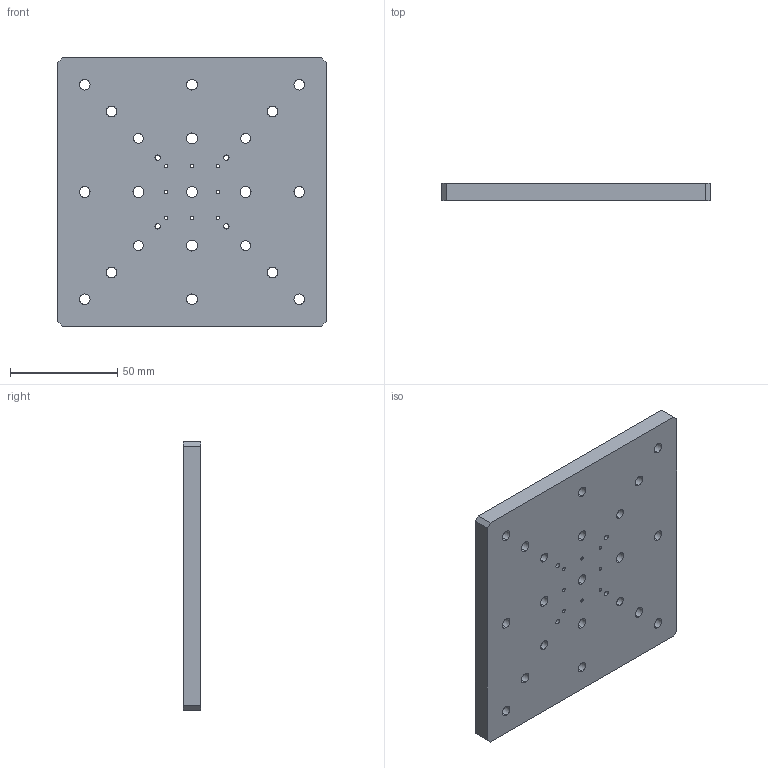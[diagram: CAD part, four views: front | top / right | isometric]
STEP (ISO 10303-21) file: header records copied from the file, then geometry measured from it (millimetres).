
FILE_DESCRIPTION (( 'STEP AP203' ), '1' );
FILE_NAME ('Web Model 12692_Default.step', '2019-11-27T18:09:59', ( '' ), ( '' ), 'SwSTEP 2.0', 'SolidWorks 2018', '' );
FILE_SCHEMA (( 'CONFIG_CONTROL_DESIGN' ));
Length unit declared in the file: millimetre
Products named in the file (1): Web Model 12692_Default
Bounding box: 125 x 8 x 125 mm (x, y, z)
Volume: 120783.7 mm3; surface area: 37711.9 mm2
Topology: 1 solids, 1 shells, 88 faces, 246 edges, 164 vertices
Faces by surface type: cylinder 74, plane 14
Entity records: 3127 total; most frequent: DIRECTION 572, CARTESIAN_POINT 499, ORIENTED_EDGE 492, EDGE_CURVE 246, AXIS2_PLACEMENT_3D 237, VERTEX_POINT 164, EDGE_LOOP 158, CIRCLE 148
